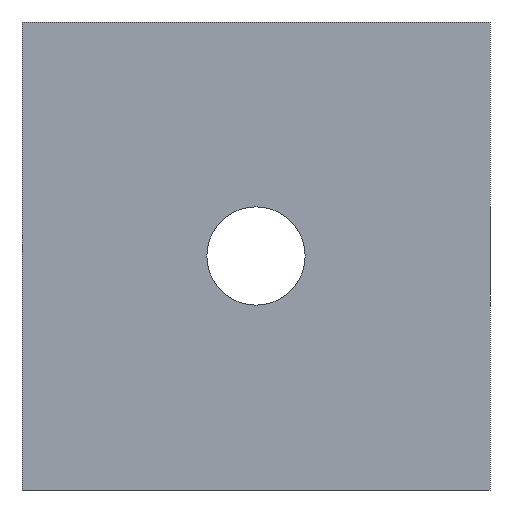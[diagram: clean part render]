
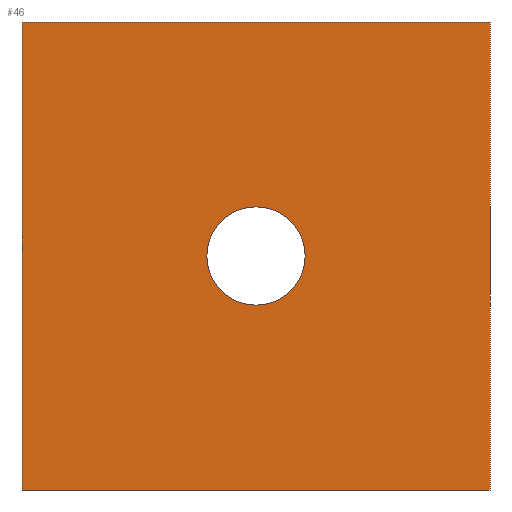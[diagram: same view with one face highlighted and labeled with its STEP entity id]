
A CAD part, left-side view. The second image highlights one B-rep face of the part: STEP entity #46.
In plain terms, the highlighted planar face has unit normal (-1, 0, 0).
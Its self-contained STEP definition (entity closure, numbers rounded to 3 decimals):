
#46 = ADVANCED_FACE( '', ( #96, #97 ), #98, .F. );
#96 = FACE_BOUND( '', #147, .T. );
#97 = FACE_OUTER_BOUND( '', #148, .T. );
#98 = PLANE( '', #149 );
#147 = EDGE_LOOP( '', ( #210 ) );
#148 = EDGE_LOOP( '', ( #211, #212, #213, #214 ) );
#149 = AXIS2_PLACEMENT_3D( '', #215, #216, #217 );
#210 = ORIENTED_EDGE( '', *, *, #277, .T. );
#211 = ORIENTED_EDGE( '', *, *, #274, .T. );
#212 = ORIENTED_EDGE( '', *, *, #284, .F. );
#213 = ORIENTED_EDGE( '', *, *, #288, .F. );
#214 = ORIENTED_EDGE( '', *, *, #289, .T. );
#215 = CARTESIAN_POINT( '', ( 0., 40., 20. ) );
#216 = DIRECTION( '', ( 1., 0., 0. ) );
#217 = DIRECTION( '', ( 0., 0., -1. ) );
#274 = EDGE_CURVE( '', #306, #314, #316, .T. );
#277 = EDGE_CURVE( '', #320, #320, #321, .T. );
#284 = EDGE_CURVE( '', #330, #314, #332, .T. );
#288 = EDGE_CURVE( '', #337, #330, #338, .T. );
#289 = EDGE_CURVE( '', #337, #306, #339, .T. );
#306 = VERTEX_POINT( '', #360 );
#314 = VERTEX_POINT( '', #372 );
#316 = LINE( '', #375, #376 );
#320 = VERTEX_POINT( '', #380 );
#321 = CIRCLE( '', #381, 4.2 );
#330 = VERTEX_POINT( '', #391 );
#332 = LINE( '', #394, #395 );
#337 = VERTEX_POINT( '', #400 );
#338 = LINE( '', #401, #402 );
#339 = LINE( '', #403, #404 );
#360 = CARTESIAN_POINT( '', ( 0., 40., -20. ) );
#372 = CARTESIAN_POINT( '', ( 0., 0., -20. ) );
#375 = CARTESIAN_POINT( '', ( 0., 40., -20. ) );
#376 = VECTOR( '', #435, 1000. );
#380 = CARTESIAN_POINT( '', ( 0., 20., -4.2 ) );
#381 = AXIS2_PLACEMENT_3D( '', #439, #440, #441 );
#391 = CARTESIAN_POINT( '', ( 0., 0., 20. ) );
#394 = CARTESIAN_POINT( '', ( 0., 0., 20. ) );
#395 = VECTOR( '', #450, 1000. );
#400 = CARTESIAN_POINT( '', ( 0., 40., 20. ) );
#401 = CARTESIAN_POINT( '', ( 0., 40., 20. ) );
#402 = VECTOR( '', #454, 1000. );
#403 = CARTESIAN_POINT( '', ( 0., 40., 20. ) );
#404 = VECTOR( '', #455, 1000. );
#435 = DIRECTION( '', ( 0., -1., 0. ) );
#439 = CARTESIAN_POINT( '', ( 0., 20., 0. ) );
#440 = DIRECTION( '', ( 1., 0., 0. ) );
#441 = DIRECTION( '', ( 0., 0., -1. ) );
#450 = DIRECTION( '', ( 0., 0., -1. ) );
#454 = DIRECTION( '', ( 0., -1., 0. ) );
#455 = DIRECTION( '', ( 0., 0., -1. ) );
